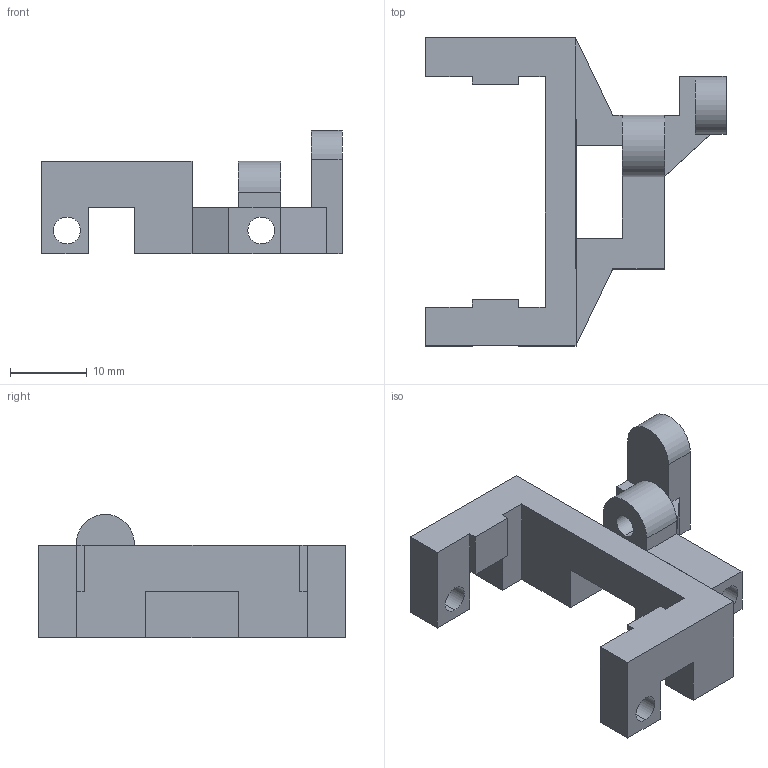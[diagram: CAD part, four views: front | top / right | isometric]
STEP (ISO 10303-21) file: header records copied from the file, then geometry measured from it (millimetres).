
FILE_DESCRIPTION (( 'STEP AP203' ), '1' );
FILE_NAME ('carriage.STEP', '2022-12-31T19:45:15', ( '' ), ( '' ), 'SwSTEP 2.0', 'SolidWorks 2021', '' );
FILE_SCHEMA (( 'CONFIG_CONTROL_DESIGN' ));
Length unit declared in the file: millimetre
Products named in the file (1): carriage
Bounding box: 39 x 40 x 16 mm (x, y, z)
Volume: 5010.6 mm3; surface area: 3992 mm2
Topology: 1 solids, 1 shells, 56 faces, 157 edges, 101 vertices
Faces by surface type: plane 46, cylinder 10
Entity records: 1870 total; most frequent: CARTESIAN_POINT 315, ORIENTED_EDGE 314, DIRECTION 291, EDGE_CURVE 157, LINE 137, VECTOR 137, VERTEX_POINT 101, AXIS2_PLACEMENT_3D 77
